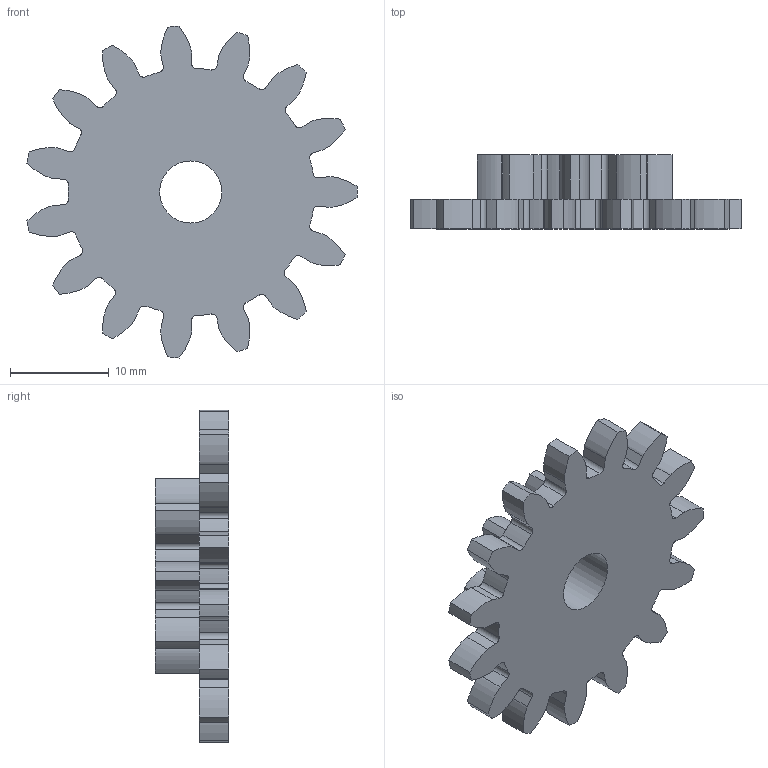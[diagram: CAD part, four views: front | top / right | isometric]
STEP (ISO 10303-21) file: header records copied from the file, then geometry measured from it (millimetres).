
FILE_DESCRIPTION(/* description */ (''),/* implementation_level */ '2;1');
FILE_NAME(/* name */ 'M5IdleCombined.step',/* time_stamp */ '2021-10-12T15:22:34-05:00',/* author */ (''),/* organization */ (''),/* preprocessor_version */ 'ST-DEVELOPER v18.1',/* originating_system */ 'Autodesk Translation Framework v10.10.0.1391',/* authorisation */ '');
FILE_SCHEMA (('AUTOMOTIVE_DESIGN { 1 0 10303 214 3 1 1 }'));
Length unit declared in the file: millimetre
Products named in the file (3): M5IdleCombined; M5Idle8 v5; M5Idle15 v3
Assembly tree (2 placements, depth 2):
  M5IdleCombined
    M5Idle8 v5
    M5Idle15 v3
Bounding box: 33.49 x 7.5 x 33.67 mm (x, y, z)
Volume: 2565.8 mm3; surface area: 2420.3 mm2
Topology: 1 solids, 1 shells, 188 faces, 555 edges, 370 vertices
Faces by surface type: cylinder 93, plane 49, bspline 46
Full cylindrical faces by diameter (mm): 6.3 x1
Entity records: 7655 total; most frequent: CARTESIAN_POINT 2774, ORIENTED_EDGE 1110, DIRECTION 897, EDGE_CURVE 555, VERTEX_POINT 370, AXIS2_PLACEMENT_3D 333, LINE 231, VECTOR 231
